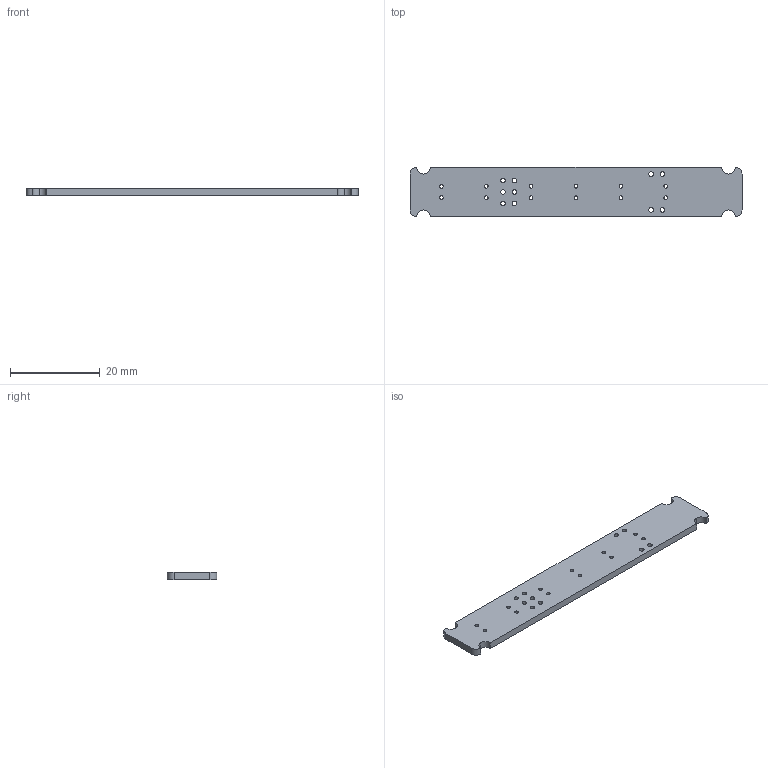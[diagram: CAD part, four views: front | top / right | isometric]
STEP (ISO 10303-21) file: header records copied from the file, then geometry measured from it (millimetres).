
FILE_DESCRIPTION(('KiCad electronic assembly'),'2;1');
FILE_NAME('bebl_v2_led.step','2019-05-09T08:49:40',('An Author'),( 'A Company'),'Open CASCADE STEP processor 6.9', 'KiCad to STEP converter','Unknown');
FILE_SCHEMA(('AUTOMOTIVE_DESIGN { 1 0 10303 214 1 1 1 1 }'));
Length unit declared in the file: millimetre
Products named in the file (7): Open CASCADE STEP translator 6.9 1; pin_strip_2; r_0805; led5_vertical; cree_clm3c; SOT23_5; COMPOUND
Assembly tree (22 placements, depth 2):
  Open CASCADE STEP translator 6.9 1
    pin_strip_2  x5
    r_0805  x6
    led5_vertical  x6
    cree_clm3c
    SOT23_5  x3
    COMPOUND
Bounding box: 74 x 11 x 1.6 mm (x, y, z)
Volume: 1253.8 mm3; surface area: 1946.1 mm2
Topology: 1 solids, 1 shells, 42 faces, 120 edges, 80 vertices
Faces by surface type: cylinder 34, plane 8
Full cylindrical faces by diameter (mm): 0.813 x12, 1.016 x10
Entity records: 3529 total; most frequent: CARTESIAN_POINT 913, DIRECTION 490, ORIENTED_EDGE 240, PCURVE 240, DEFINITIONAL_REPRESENTATION 240, LINE 224, VECTOR 224, AXIS2_PLACEMENT_3D 133
